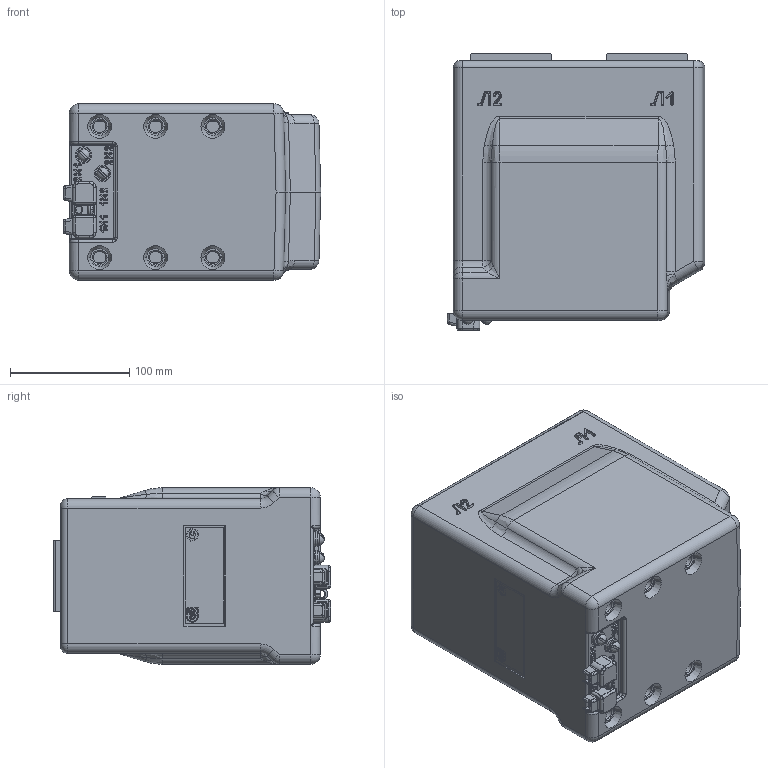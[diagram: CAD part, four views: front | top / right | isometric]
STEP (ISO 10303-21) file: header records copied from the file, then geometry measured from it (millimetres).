
FILE_DESCRIPTION (( 'STEP AP203' ), '1' );
FILE_NAME ('ﾒﾎﾋ-10-11.1-2 (1200-2000)ﾀ.STEP', '2022-07-29T03:56:31', ( '' ), ( '' ), 'SwSTEP 2.0', 'SolidWorks 2010', '' );
FILE_SCHEMA (( 'CONFIG_CONTROL_DESIGN' ));
Length unit declared in the file: millimetre
Products named in the file (1): ﾒﾎﾋ-10-11.1-2 (1200-2000)ﾀ
Bounding box: 216 x 232.5 x 148 mm (x, y, z)
Surface area: 234376 mm2 (no closed solid volume)
Topology: 0 solids, 24 shells, 630 faces, 1924 edges, 1266 vertices
Faces by surface type: plane 190, cylinder 172, cone 115, bspline 109, sphere 30, torus 14
Entity records: 24340 total; most frequent: CARTESIAN_POINT 8087, DIRECTION 3304, ORIENTED_EDGE 3269, EDGE_CURVE 1904, VERTEX_POINT 1266, AXIS2_PLACEMENT_3D 1204, VECTOR 896, LINE 896
